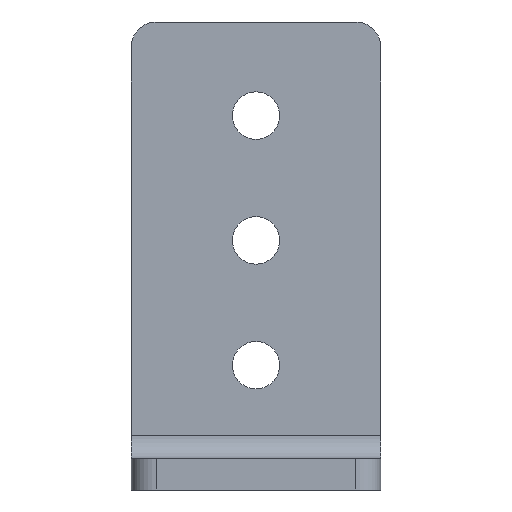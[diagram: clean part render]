
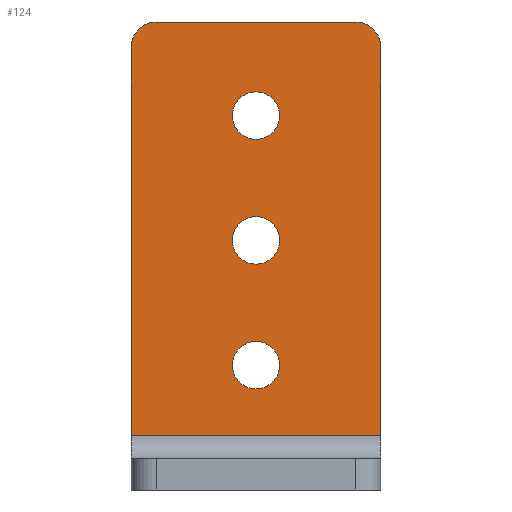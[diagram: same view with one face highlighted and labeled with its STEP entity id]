
A CAD part, front view. The second image highlights one B-rep face of the part: STEP entity #124.
In plain terms, the highlighted planar face has unit normal (0, -1, 0).
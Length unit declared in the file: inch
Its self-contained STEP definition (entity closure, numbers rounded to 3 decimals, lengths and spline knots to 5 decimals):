
#4 = EDGE_LOOP ( 'NONE', ( #372, #389 ) ) ;
#21 = CARTESIAN_POINT ( 'NONE',  ( 0., 0.875, 1. ) ) ;
#30 = DIRECTION ( 'NONE',  ( 1., 0., 0. ) ) ;
#37 = FACE_BOUND ( 'NONE', #4, .T. ) ;
#41 = EDGE_CURVE ( 'NONE', #594, #575, #427, .T. ) ;
#63 = CARTESIAN_POINT ( 'NONE',  ( -0.095, 0.875, 1. ) ) ;
#81 = EDGE_CURVE ( 'NONE', #985, #951, #826, .T. ) ;
#94 = CARTESIAN_POINT ( 'NONE',  ( 0.5, 0.875, 1.775 ) ) ;
#97 = ORIENTED_EDGE ( 'NONE', *, *, #190, .T. ) ;
#109 = ORIENTED_EDGE ( 'NONE', *, *, #245, .T. ) ;
#111 = AXIS2_PLACEMENT_3D ( 'NONE', #573, #891, #883 ) ;
#119 = CARTESIAN_POINT ( 'NONE',  ( 0., 0.875, 1. ) ) ;
#123 = VERTEX_POINT ( 'NONE', #185 ) ;
#124 = ADVANCED_FACE ( 'NONE', ( #745, #989, #37, #348 ), #198, .F. ) ;
#133 = DIRECTION ( 'NONE',  ( 0., 1., 0. ) ) ;
#160 = CARTESIAN_POINT ( 'NONE',  ( 0.095, 0.875, 1. ) ) ;
#184 = CARTESIAN_POINT ( 'NONE',  ( -0.095, 0.875, 1.5 ) ) ;
#185 = CARTESIAN_POINT ( 'NONE',  ( 0.095, 0.875, 0.5 ) ) ;
#190 = EDGE_CURVE ( 'NONE', #306, #571, #217, .T. ) ;
#196 = CIRCLE ( 'NONE', #686, 0.095 ) ;
#198 = PLANE ( 'NONE',  #479 ) ;
#217 = CIRCLE ( 'NONE', #770, 0.1 ) ;
#223 = DIRECTION ( 'NONE',  ( -1., 0., 0. ) ) ;
#226 = VECTOR ( 'NONE', #637, 39.37008 ) ;
#245 = EDGE_CURVE ( 'NONE', #436, #123, #357, .T. ) ;
#252 = CARTESIAN_POINT ( 'NONE',  ( 0.4, 0.875, 1.875 ) ) ;
#260 = DIRECTION ( 'NONE',  ( 0., 1., 0. ) ) ;
#268 = DIRECTION ( 'NONE',  ( 0., 1., 0. ) ) ;
#269 = DIRECTION ( 'NONE',  ( 0., 1., 0. ) ) ;
#293 = DIRECTION ( 'NONE',  ( -1., 0., 0. ) ) ;
#302 = ORIENTED_EDGE ( 'NONE', *, *, #701, .T. ) ;
#304 = DIRECTION ( 'NONE',  ( -1., 0., 0. ) ) ;
#306 = VERTEX_POINT ( 'NONE', #719 ) ;
#309 = EDGE_LOOP ( 'NONE', ( #356, #624 ) ) ;
#310 = LINE ( 'NONE', #776, #226 ) ;
#343 = CARTESIAN_POINT ( 'NONE',  ( 0.4, 0.875, 1.775 ) ) ;
#347 = CARTESIAN_POINT ( 'NONE',  ( -0.5, 0.875, 0.2187 ) ) ;
#348 = FACE_OUTER_BOUND ( 'NONE', #980, .T. ) ;
#356 = ORIENTED_EDGE ( 'NONE', *, *, #433, .T. ) ;
#357 = CIRCLE ( 'NONE', #482, 0.095 ) ;
#371 = EDGE_CURVE ( 'NONE', #594, #870, #476, .T. ) ;
#372 = ORIENTED_EDGE ( 'NONE', *, *, #843, .T. ) ;
#379 = CARTESIAN_POINT ( 'NONE',  ( 0., 0.875, 0.5 ) ) ;
#389 = ORIENTED_EDGE ( 'NONE', *, *, #460, .T. ) ;
#400 = AXIS2_PLACEMENT_3D ( 'NONE', #119, #269, #443 ) ;
#413 = CARTESIAN_POINT ( 'NONE',  ( 0.5, 0.875, 0.2187 ) ) ;
#427 = CIRCLE ( 'NONE', #882, 0.1 ) ;
#429 = AXIS2_PLACEMENT_3D ( 'NONE', #877, #963, #803 ) ;
#431 = VECTOR ( 'NONE', #576, 39.37008 ) ;
#433 = EDGE_CURVE ( 'NONE', #951, #985, #601, .T. ) ;
#434 = ORIENTED_EDGE ( 'NONE', *, *, #451, .T. ) ;
#436 = VERTEX_POINT ( 'NONE', #551 ) ;
#443 = DIRECTION ( 'NONE',  ( -1., 0., 0. ) ) ;
#445 = DIRECTION ( 'NONE',  ( -1., 0., 0. ) ) ;
#451 = EDGE_CURVE ( 'NONE', #123, #436, #671, .T. ) ;
#460 = EDGE_CURVE ( 'NONE', #677, #477, #970, .T. ) ;
#476 = LINE ( 'NONE', #726, #739 ) ;
#477 = VERTEX_POINT ( 'NONE', #184 ) ;
#479 = AXIS2_PLACEMENT_3D ( 'NONE', #508, #268, #445 ) ;
#482 = AXIS2_PLACEMENT_3D ( 'NONE', #379, #612, #223 ) ;
#489 = DIRECTION ( 'NONE',  ( 0., 0., -1. ) ) ;
#496 = DIRECTION ( 'NONE',  ( -1., 0., 0. ) ) ;
#508 = CARTESIAN_POINT ( 'NONE',  ( -0.5, 0.875, 1.875 ) ) ;
#511 = LINE ( 'NONE', #413, #431 ) ;
#523 = CARTESIAN_POINT ( 'NONE',  ( 0., 0.875, 1.5 ) ) ;
#551 = CARTESIAN_POINT ( 'NONE',  ( -0.095, 0.875, 0.5 ) ) ;
#565 = ORIENTED_EDGE ( 'NONE', *, *, #41, .T. ) ;
#568 = EDGE_CURVE ( 'NONE', #306, #575, #740, .T. ) ;
#571 = VERTEX_POINT ( 'NONE', #898 ) ;
#573 = CARTESIAN_POINT ( 'NONE',  ( 0., 0.875, 0.5 ) ) ;
#575 = VERTEX_POINT ( 'NONE', #252 ) ;
#576 = DIRECTION ( 'NONE',  ( 1., 0., 0. ) ) ;
#584 = CARTESIAN_POINT ( 'NONE',  ( -0.5, 0.875, 1.875 ) ) ;
#589 = CARTESIAN_POINT ( 'NONE',  ( 0.095, 0.875, 1.5 ) ) ;
#591 = EDGE_LOOP ( 'NONE', ( #109, #434 ) ) ;
#594 = VERTEX_POINT ( 'NONE', #94 ) ;
#601 = CIRCLE ( 'NONE', #841, 0.095 ) ;
#607 = VERTEX_POINT ( 'NONE', #347 ) ;
#612 = DIRECTION ( 'NONE',  ( 0., 1., 0. ) ) ;
#624 = ORIENTED_EDGE ( 'NONE', *, *, #81, .T. ) ;
#637 = DIRECTION ( 'NONE',  ( 0., 0., -1. ) ) ;
#671 = CIRCLE ( 'NONE', #111, 0.095 ) ;
#677 = VERTEX_POINT ( 'NONE', #589 ) ;
#686 = AXIS2_PLACEMENT_3D ( 'NONE', #523, #133, #293 ) ;
#701 = EDGE_CURVE ( 'NONE', #607, #870, #511, .T. ) ;
#716 = VECTOR ( 'NONE', #30, 39.37008 ) ;
#719 = CARTESIAN_POINT ( 'NONE',  ( -0.4, 0.875, 1.875 ) ) ;
#726 = CARTESIAN_POINT ( 'NONE',  ( 0.5, 0.875, 1.875 ) ) ;
#739 = VECTOR ( 'NONE', #489, 39.37008 ) ;
#740 = LINE ( 'NONE', #584, #716 ) ;
#745 = FACE_BOUND ( 'NONE', #591, .T. ) ;
#770 = AXIS2_PLACEMENT_3D ( 'NONE', #874, #774, #304 ) ;
#774 = DIRECTION ( 'NONE',  ( 0., -1., 0. ) ) ;
#776 = CARTESIAN_POINT ( 'NONE',  ( -0.5, 0.875, 1.875 ) ) ;
#803 = DIRECTION ( 'NONE',  ( -1., 0., 0. ) ) ;
#826 = CIRCLE ( 'NONE', #400, 0.095 ) ;
#840 = DIRECTION ( 'NONE',  ( -1., 0., 0. ) ) ;
#841 = AXIS2_PLACEMENT_3D ( 'NONE', #21, #260, #496 ) ;
#842 = CARTESIAN_POINT ( 'NONE',  ( 0.5, 0.875, 0.2187 ) ) ;
#843 = EDGE_CURVE ( 'NONE', #477, #677, #196, .T. ) ;
#862 = ORIENTED_EDGE ( 'NONE', *, *, #371, .F. ) ;
#870 = VERTEX_POINT ( 'NONE', #842 ) ;
#874 = CARTESIAN_POINT ( 'NONE',  ( -0.4, 0.875, 1.775 ) ) ;
#877 = CARTESIAN_POINT ( 'NONE',  ( 0., 0.875, 1.5 ) ) ;
#882 = AXIS2_PLACEMENT_3D ( 'NONE', #343, #984, #840 ) ;
#883 = DIRECTION ( 'NONE',  ( -1., 0., 0. ) ) ;
#891 = DIRECTION ( 'NONE',  ( 0., 1., 0. ) ) ;
#898 = CARTESIAN_POINT ( 'NONE',  ( -0.5, 0.875, 1.775 ) ) ;
#940 = ORIENTED_EDGE ( 'NONE', *, *, #942, .T. ) ;
#942 = EDGE_CURVE ( 'NONE', #571, #607, #310, .T. ) ;
#951 = VERTEX_POINT ( 'NONE', #63 ) ;
#957 = ORIENTED_EDGE ( 'NONE', *, *, #568, .F. ) ;
#963 = DIRECTION ( 'NONE',  ( 0., 1., 0. ) ) ;
#970 = CIRCLE ( 'NONE', #429, 0.095 ) ;
#980 = EDGE_LOOP ( 'NONE', ( #940, #302, #862, #565, #957, #97 ) ) ;
#984 = DIRECTION ( 'NONE',  ( 0., -1., 0. ) ) ;
#985 = VERTEX_POINT ( 'NONE', #160 ) ;
#989 = FACE_BOUND ( 'NONE', #309, .T. ) ;
